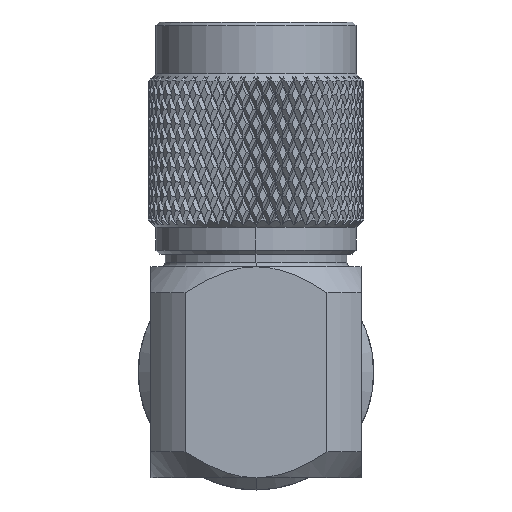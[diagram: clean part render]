
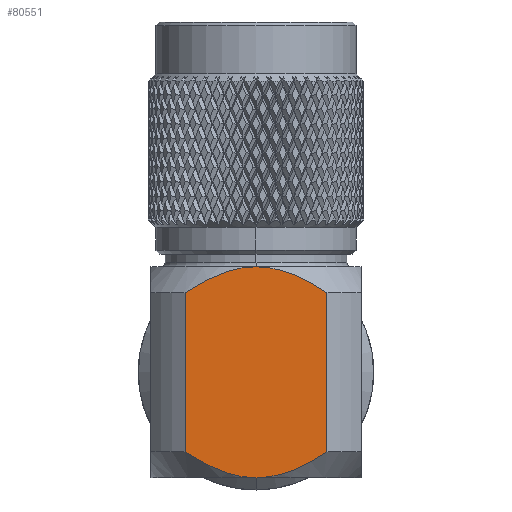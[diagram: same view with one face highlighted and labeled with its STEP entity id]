
A CAD part, left-side view. The second image highlights one B-rep face of the part: STEP entity #80551.
In plain terms, the highlighted planar face has unit normal (-1, 0, 0).
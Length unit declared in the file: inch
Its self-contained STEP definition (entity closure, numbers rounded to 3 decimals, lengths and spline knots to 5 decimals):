
#811 = CARTESIAN_POINT ( 'NONE',  ( -0.28, 0.0673, 0.27106 ) ) ;
#5532 = EDGE_LOOP ( 'NONE', ( #124183, #120483, #128808, #52136, #101663, #62155 ) ) ;
#5694 = PLANE ( 'NONE',  #29508 ) ;
#6458 = EDGE_CURVE ( 'NONE', #76691, #79050, #16771, .T. ) ;
#8359 = B_SPLINE_CURVE_WITH_KNOTS ( 'NONE', 3,
 ( #62270, #21463, #136725, #10297, #32585, #116826, #41938, #115479, #63634, #53923 ),
 .UNSPECIFIED., .F., .F.,
 ( 4, 2, 2, 2, 4 ),
 ( 0.01516, 0.0158, 0.01644, 0.01772, 0.02027 ),
 .UNSPECIFIED. ) ;
#8599 = CARTESIAN_POINT ( 'NONE',  ( -0.28, 0.0673, -0.27106 ) ) ;
#9100 = CARTESIAN_POINT ( 'NONE',  ( -0.28, -0.00847, -0.28 ) ) ;
#10297 = CARTESIAN_POINT ( 'NONE',  ( -0.28, -0.03394, 0.27771 ) ) ;
#11488 = CARTESIAN_POINT ( 'NONE',  ( -0.28, 0.0169, 0.28 ) ) ;
#12082 = CARTESIAN_POINT ( 'NONE',  ( -0.28, 0., 0.28 ) ) ;
#16583 = LINE ( 'NONE', #107631, #92938 ) ;
#16643 = CARTESIAN_POINT ( 'NONE',  ( -0.28, -0.18843, 0.21147 ) ) ;
#16771 = LINE ( 'NONE', #126139, #64804 ) ;
#17457 = CARTESIAN_POINT ( 'NONE',  ( -0.28, 0., -0.28 ) ) ;
#18883 = CARTESIAN_POINT ( 'NONE',  ( -0.28, -0.01695, -0.27954 ) ) ;
#20835 = CARTESIAN_POINT ( 'NONE',  ( -0.28, 0.16037, 0.23015 ) ) ;
#21463 = CARTESIAN_POINT ( 'NONE',  ( -0.28, -0.00847, 0.28 ) ) ;
#23323 = DIRECTION ( 'NONE',  ( 0., 0., -1. ) ) ;
#24352 = B_SPLINE_CURVE_WITH_KNOTS ( 'NONE', 3,
 ( #53739, #20835, #52830, #73661, #811, #75022, #11488, #85684 ),
 .UNSPECIFIED., .F., .F.,
 ( 4, 2, 2, 4 ),
 ( 0.01006, 0.01261, 0.01389, 0.01516 ),
 .UNSPECIFIED. ) ;
#27042 = CARTESIAN_POINT ( 'NONE',  ( -0.28, -0.28, 0.28 ) ) ;
#28673 = CARTESIAN_POINT ( 'NONE',  ( -0.28, 0., -0.28 ) ) ;
#29508 = AXIS2_PLACEMENT_3D ( 'NONE', #27042, #37751, #69657 ) ;
#31226 = DIRECTION ( 'NONE',  ( 0., 0., 1. ) ) ;
#32585 = CARTESIAN_POINT ( 'NONE',  ( -0.28, -0.04247, 0.27632 ) ) ;
#37751 = DIRECTION ( 'NONE',  ( 1., 0., 0. ) ) ;
#37988 = FACE_OUTER_BOUND ( 'NONE', #5532, .T. ) ;
#39855 = CARTESIAN_POINT ( 'NONE',  ( -0.28, -0.03394, -0.27771 ) ) ;
#41938 = CARTESIAN_POINT ( 'NONE',  ( -0.28, -0.0835, 0.26592 ) ) ;
#48918 = EDGE_CURVE ( 'NONE', #49526, #73324, #114477, .T. ) ;
#49029 = CARTESIAN_POINT ( 'NONE',  ( -0.28, 0.03377, -0.27816 ) ) ;
#49526 = VERTEX_POINT ( 'NONE', #105571 ) ;
#51358 = CARTESIAN_POINT ( 'NONE',  ( -0.28, -0.06743, -0.27102 ) ) ;
#52136 = ORIENTED_EDGE ( 'NONE', *, *, #119140, .F. ) ;
#52557 = VERTEX_POINT ( 'NONE', #12082 ) ;
#52830 = CARTESIAN_POINT ( 'NONE',  ( -0.28, 0.13052, 0.24722 ) ) ;
#53739 = CARTESIAN_POINT ( 'NONE',  ( -0.28, 0.18843, 0.21147 ) ) ;
#53923 = CARTESIAN_POINT ( 'NONE',  ( -0.28, -0.18843, 0.21147 ) ) ;
#60640 = CARTESIAN_POINT ( 'NONE',  ( -0.28, -0.1603, -0.23019 ) ) ;
#62155 = ORIENTED_EDGE ( 'NONE', *, *, #110066, .F. ) ;
#62270 = CARTESIAN_POINT ( 'NONE',  ( -0.28, 0., 0.28 ) ) ;
#63634 = CARTESIAN_POINT ( 'NONE',  ( -0.28, -0.1603, 0.23019 ) ) ;
#63683 = CARTESIAN_POINT ( 'NONE',  ( -0.28, -0.18843, -0.21147 ) ) ;
#64804 = VECTOR ( 'NONE', #31226, 39.37008 ) ;
#69657 = DIRECTION ( 'NONE',  ( 0., 0., -1. ) ) ;
#71617 = EDGE_CURVE ( 'NONE', #52557, #114706, #8359, .T. ) ;
#71652 = CARTESIAN_POINT ( 'NONE',  ( -0.28, 0.16037, -0.23015 ) ) ;
#73324 = VERTEX_POINT ( 'NONE', #63683 ) ;
#73661 = CARTESIAN_POINT ( 'NONE',  ( -0.28, 0.08344, 0.26595 ) ) ;
#75022 = CARTESIAN_POINT ( 'NONE',  ( -0.28, 0.03377, 0.27816 ) ) ;
#76691 = VERTEX_POINT ( 'NONE', #109359 ) ;
#79050 = VERTEX_POINT ( 'NONE', #94809 ) ;
#80551 = ADVANCED_FACE ( 'NONE', ( #37988 ), #5694, .F. ) ;
#80973 = CARTESIAN_POINT ( 'NONE',  ( -0.28, 0.0169, -0.28 ) ) ;
#82387 = EDGE_CURVE ( 'NONE', #76691, #49526, #111007, .T. ) ;
#85684 = CARTESIAN_POINT ( 'NONE',  ( -0.28, 0., 0.28 ) ) ;
#92072 = CARTESIAN_POINT ( 'NONE',  ( -0.28, 0.13052, -0.24722 ) ) ;
#92938 = VECTOR ( 'NONE', #23323, 39.37008 ) ;
#94809 = CARTESIAN_POINT ( 'NONE',  ( -0.28, 0.18843, 0.21147 ) ) ;
#101663 = ORIENTED_EDGE ( 'NONE', *, *, #71617, .F. ) ;
#105571 = CARTESIAN_POINT ( 'NONE',  ( -0.28, 0., -0.28 ) ) ;
#107631 = CARTESIAN_POINT ( 'NONE',  ( -0.28, -0.18843, -0.4 ) ) ;
#109359 = CARTESIAN_POINT ( 'NONE',  ( -0.28, 0.18843, -0.21147 ) ) ;
#110066 = EDGE_CURVE ( 'NONE', #79050, #52557, #24352, .T. ) ;
#111007 = B_SPLINE_CURVE_WITH_KNOTS ( 'NONE', 3,
 ( #123520, #71652, #92072, #134588, #8599, #49029, #80973, #17457 ),
 .UNSPECIFIED., .F., .F.,
 ( 4, 2, 2, 4 ),
 ( 0.01006, 0.01261, 0.01389, 0.01516 ),
 .UNSPECIFIED. ) ;
#113414 = CARTESIAN_POINT ( 'NONE',  ( -0.28, -0.18843, -0.21147 ) ) ;
#113869 = CARTESIAN_POINT ( 'NONE',  ( -0.28, -0.13044, -0.24725 ) ) ;
#114477 = B_SPLINE_CURVE_WITH_KNOTS ( 'NONE', 3,
 ( #28673, #9100, #18883, #39855, #115201, #51358, #135535, #113869, #60640, #113414 ),
 .UNSPECIFIED., .F., .F.,
 ( 4, 2, 2, 2, 4 ),
 ( 0.01516, 0.0158, 0.01644, 0.01772, 0.02027 ),
 .UNSPECIFIED. ) ;
#114706 = VERTEX_POINT ( 'NONE', #16643 ) ;
#115201 = CARTESIAN_POINT ( 'NONE',  ( -0.28, -0.04247, -0.27632 ) ) ;
#115479 = CARTESIAN_POINT ( 'NONE',  ( -0.28, -0.13044, 0.24725 ) ) ;
#116826 = CARTESIAN_POINT ( 'NONE',  ( -0.28, -0.06743, 0.27102 ) ) ;
#119140 = EDGE_CURVE ( 'NONE', #114706, #73324, #16583, .T. ) ;
#120483 = ORIENTED_EDGE ( 'NONE', *, *, #82387, .T. ) ;
#123520 = CARTESIAN_POINT ( 'NONE',  ( -0.28, 0.18843, -0.21147 ) ) ;
#124183 = ORIENTED_EDGE ( 'NONE', *, *, #6458, .F. ) ;
#126139 = CARTESIAN_POINT ( 'NONE',  ( -0.28, 0.18843, -0.4 ) ) ;
#128808 = ORIENTED_EDGE ( 'NONE', *, *, #48918, .T. ) ;
#134588 = CARTESIAN_POINT ( 'NONE',  ( -0.28, 0.08344, -0.26595 ) ) ;
#135535 = CARTESIAN_POINT ( 'NONE',  ( -0.28, -0.0835, -0.26592 ) ) ;
#136725 = CARTESIAN_POINT ( 'NONE',  ( -0.28, -0.01695, 0.27954 ) ) ;
